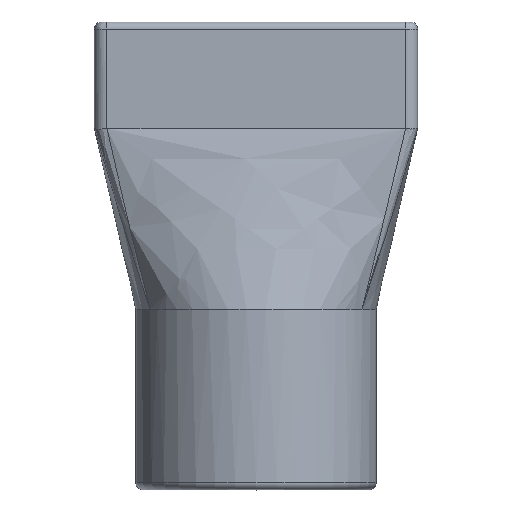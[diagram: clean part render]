
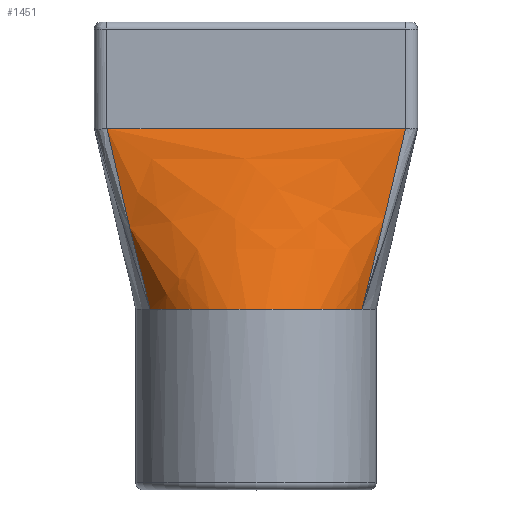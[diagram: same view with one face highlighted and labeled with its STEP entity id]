
A CAD part, top view. The second image highlights one B-rep face of the part: STEP entity #1451.
In plain terms, the highlighted free-form (B-spline) face has degree [3, 3] with [7, 4] control points.
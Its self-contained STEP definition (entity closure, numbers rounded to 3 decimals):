
#20=B_SPLINE_SURFACE_WITH_KNOTS('',3,3,((#2613,#2614,#2615,#2616),(#2617,
#2618,#2619,#2620),(#2621,#2622,#2623,#2624),(#2625,#2626,#2627,#2628),
(#2629,#2630,#2631,#2632),(#2633,#2634,#2635,#2636),(#2637,#2638,#2639,
#2640)),.UNSPECIFIED.,.F.,.F.,.F.,(4,1,1,1,4),(4,4),(0.,0.286,
0.571,0.857,1.),(-0.001,1.),
 .UNSPECIFIED.);
#49=B_SPLINE_CURVE_WITH_KNOTS('',3,(#2605,#2606,#2607,#2608,#2609,#2610,
#2611,#2612),.UNSPECIFIED.,.F.,.F.,(4,1,1,2,4),(-1.537,-0.626,
-0.313,0.,0.001),.UNSPECIFIED.);
#50=B_SPLINE_CURVE_WITH_KNOTS('',3,(#2643,#2644,#2645,#2646,#2647,#2648,
#2649,#2650),.UNSPECIFIED.,.F.,.F.,(4,2,1,1,4),(-1.537,-1.536,
-0.91,-0.597,0.),
 .UNSPECIFIED.);
#188=LINE('',#2642,#289);
#289=VECTOR('',#1935,10.);
#404=FACE_OUTER_BOUND('',#494,.T.);
#494=EDGE_LOOP('',(#1198,#1199,#1200,#1201,#1202,#1203));
#549=CIRCLE('',#1520,10.);
#550=CIRCLE('',#1521,10.);
#551=CIRCLE('',#1522,10.);
#617=VERTEX_POINT('',#2094);
#618=VERTEX_POINT('',#2096);
#619=VERTEX_POINT('',#2098);
#620=VERTEX_POINT('',#2100);
#708=VERTEX_POINT('',#2562);
#709=VERTEX_POINT('',#2641);
#758=EDGE_CURVE('',#618,#617,#549,.T.);
#759=EDGE_CURVE('',#619,#618,#550,.T.);
#760=EDGE_CURVE('',#620,#619,#551,.T.);
#891=EDGE_CURVE('',#708,#617,#49,.T.);
#892=EDGE_CURVE('',#709,#708,#188,.T.);
#893=EDGE_CURVE('',#620,#709,#50,.T.);
#1198=ORIENTED_EDGE('',*,*,#891,.F.);
#1199=ORIENTED_EDGE('',*,*,#892,.F.);
#1200=ORIENTED_EDGE('',*,*,#893,.F.);
#1201=ORIENTED_EDGE('',*,*,#760,.T.);
#1202=ORIENTED_EDGE('',*,*,#759,.T.);
#1203=ORIENTED_EDGE('',*,*,#758,.T.);
#1451=ADVANCED_FACE('',(#404),#20,.F.);
#1520=AXIS2_PLACEMENT_3D('',#2097,#1691,#1692);
#1521=AXIS2_PLACEMENT_3D('',#2099,#1693,#1694);
#1522=AXIS2_PLACEMENT_3D('',#2101,#1695,#1696);
#1691=DIRECTION('center_axis',(0.,1.,0.));
#1692=DIRECTION('ref_axis',(1.,0.,0.));
#1693=DIRECTION('center_axis',(0.,1.,0.));
#1694=DIRECTION('ref_axis',(1.,0.,0.));
#1695=DIRECTION('center_axis',(0.,1.,0.));
#1696=DIRECTION('ref_axis',(1.,0.,0.));
#1935=DIRECTION('',(1.,0.,0.));
#2094=CARTESIAN_POINT('',(8.798,-20.2,4.744));
#2096=CARTESIAN_POINT('',(6.587,-20.2,7.52));
#2097=CARTESIAN_POINT('Origin',(-0.005,-20.2,0.));
#2098=CARTESIAN_POINT('',(-6.597,-20.2,7.52));
#2099=CARTESIAN_POINT('Origin',(-0.005,-20.2,0.));
#2100=CARTESIAN_POINT('',(-8.808,-20.2,4.744));
#2101=CARTESIAN_POINT('Origin',(-0.005,-20.2,0.));
#2562=CARTESIAN_POINT('',(12.426,-5.2,5.43));
#2605=CARTESIAN_POINT('Ctrl Pts',(12.381,-5.191,5.43));
#2606=CARTESIAN_POINT('Ctrl Pts',(11.674,-8.147,5.437));
#2607=CARTESIAN_POINT('Ctrl Pts',(10.786,-12.144,5.407));
#2608=CARTESIAN_POINT('Ctrl Pts',(9.615,-17.16,5.045));
#2609=CARTESIAN_POINT('Ctrl Pts',(9.08,-19.182,4.848));
#2610=CARTESIAN_POINT('Ctrl Pts',(8.8,-20.192,4.745));
#2611=CARTESIAN_POINT('Ctrl Pts',(8.799,-20.196,4.745));
#2612=CARTESIAN_POINT('Ctrl Pts',(8.798,-20.2,4.744));
#2613=CARTESIAN_POINT('Ctrl Pts',(-13.433,-5.191,5.43));
#2614=CARTESIAN_POINT('Ctrl Pts',(-11.891,-10.194,5.202));
#2615=CARTESIAN_POINT('Ctrl Pts',(-10.35,-15.197,4.973));
#2616=CARTESIAN_POINT('Ctrl Pts',(-8.808,-20.2,4.744));
#2617=CARTESIAN_POINT('Ctrl Pts',(-10.875,-5.191,5.429));
#2618=CARTESIAN_POINT('Ctrl Pts',(-9.863,-10.194,5.803));
#2619=CARTESIAN_POINT('Ctrl Pts',(-8.847,-15.197,6.175));
#2620=CARTESIAN_POINT('Ctrl Pts',(-7.835,-20.2,6.549));
#2621=CARTESIAN_POINT('Ctrl Pts',(-5.759,-5.191,5.427));
#2622=CARTESIAN_POINT('Ctrl Pts',(-5.422,-10.194,6.798));
#2623=CARTESIAN_POINT('Ctrl Pts',(-5.085,-15.197,8.168));
#2624=CARTESIAN_POINT('Ctrl Pts',(-4.747,-20.2,9.538));
#2625=CARTESIAN_POINT('Ctrl Pts',(1.913,-5.191,5.427));
#2626=CARTESIAN_POINT('Ctrl Pts',(1.817,-10.194,7.127));
#2627=CARTESIAN_POINT('Ctrl Pts',(1.723,-15.197,8.828));
#2628=CARTESIAN_POINT('Ctrl Pts',(1.628,-20.2,10.528));
#2629=CARTESIAN_POINT('Ctrl Pts',(8.307,-5.191,5.428));
#2630=CARTESIAN_POINT('Ctrl Pts',(7.685,-10.194,6.33));
#2631=CARTESIAN_POINT('Ctrl Pts',(7.06,-15.197,7.232));
#2632=CARTESIAN_POINT('Ctrl Pts',(6.438,-20.2,8.134));
#2633=CARTESIAN_POINT('Ctrl Pts',(12.144,-5.191,5.43));
#2634=CARTESIAN_POINT('Ctrl Pts',(10.865,-10.194,5.501));
#2635=CARTESIAN_POINT('Ctrl Pts',(9.59,-15.197,5.575));
#2636=CARTESIAN_POINT('Ctrl Pts',(8.312,-20.2,5.647));
#2637=CARTESIAN_POINT('Ctrl Pts',(13.423,-5.191,5.43));
#2638=CARTESIAN_POINT('Ctrl Pts',(11.881,-10.194,5.202));
#2639=CARTESIAN_POINT('Ctrl Pts',(10.34,-15.197,4.973));
#2640=CARTESIAN_POINT('Ctrl Pts',(8.798,-20.2,4.744));
#2641=CARTESIAN_POINT('',(-12.389,-5.2,5.43));
#2642=CARTESIAN_POINT('',(12.42,-5.2,5.43));
#2643=CARTESIAN_POINT('Ctrl Pts',(-8.808,-20.2,4.744));
#2644=CARTESIAN_POINT('Ctrl Pts',(-8.809,-20.196,4.745));
#2645=CARTESIAN_POINT('Ctrl Pts',(-8.81,-20.192,4.745));
#2646=CARTESIAN_POINT('Ctrl Pts',(-9.371,-18.176,4.952));
#2647=CARTESIAN_POINT('Ctrl Pts',(-10.116,-15.12,5.227));
#2648=CARTESIAN_POINT('Ctrl Pts',(-11.24,-10.099,5.422));
#2649=CARTESIAN_POINT('Ctrl Pts',(-11.925,-7.137,5.434));
#2650=CARTESIAN_POINT('Ctrl Pts',(-12.389,-5.2,5.43));
